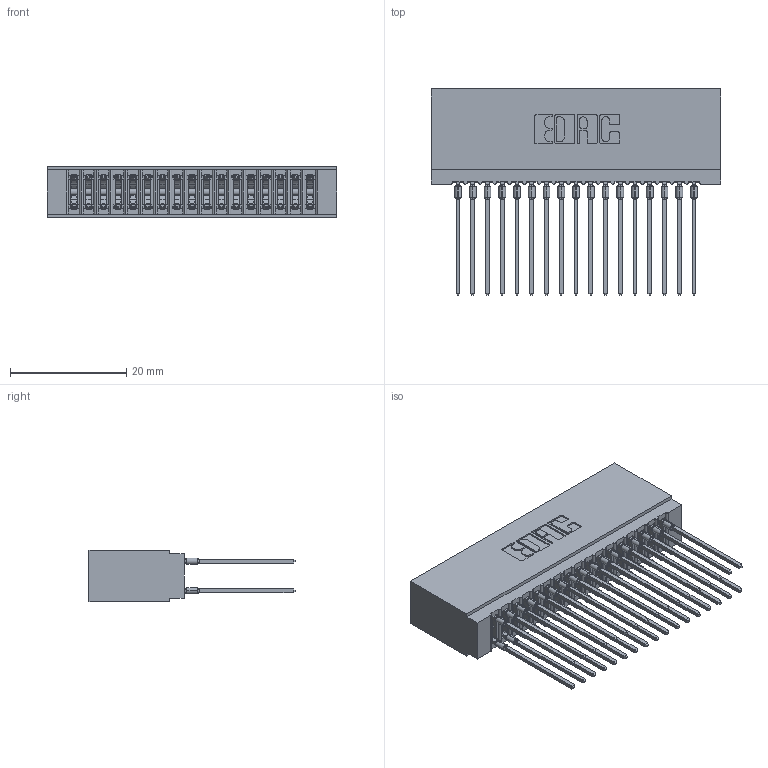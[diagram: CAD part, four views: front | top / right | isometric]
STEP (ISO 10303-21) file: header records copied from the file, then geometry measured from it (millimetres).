
FILE_DESCRIPTION (( 'STEP AP203' ), '1' );
FILE_NAME ('745-034-541-201.STEP', '2026-02-26T17:11:38', ( '' ), ( '' ), 'SwSTEP 2.0', 'SolidWorks 2023', '' );
FILE_SCHEMA (( 'CONFIG_CONTROL_DESIGN' ));
Length unit declared in the file: millimetre
Products named in the file (3): 745-034-541-201; 745-292-001_541; 745 Part_Insulator Option - 01
Assembly tree (35 placements, depth 2):
  745-034-541-201
    745 Part_Insulator Option - 01
    745-292-001_541  x34
Bounding box: 49.78 x 35.45 x 8.89 mm (x, y, z)
Volume: 4801.6 mm3; surface area: 9856.6 mm2
Topology: 35 solids, 35 shells, 3138 faces, 8435 edges, 5306 vertices
Faces by surface type: plane 1619, bspline 680, cylinder 635, torus 204
Entity records: 32033 total; most frequent: CARTESIAN_POINT 6067, ORIENTED_EDGE 5452, DIRECTION 4784, EDGE_CURVE 2726, VECTOR 2442, LINE 2442, VERTEX_POINT 1742, AXIS2_PLACEMENT_3D 1171
